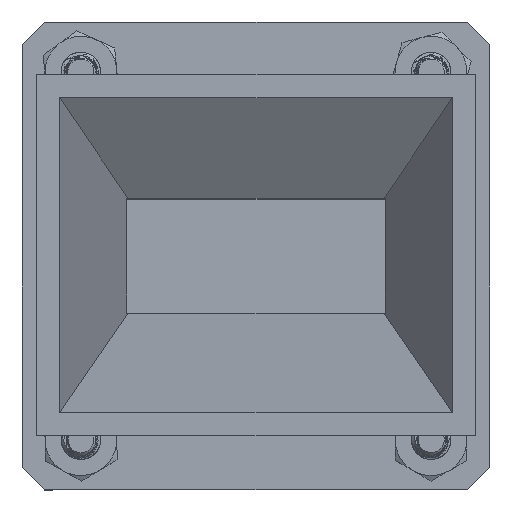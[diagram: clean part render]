
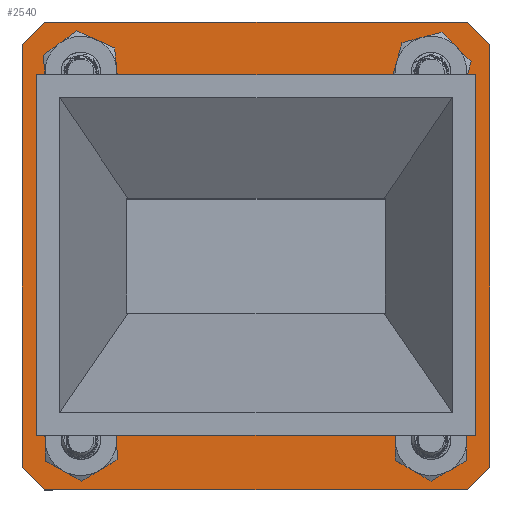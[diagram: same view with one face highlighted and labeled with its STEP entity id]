
A CAD part, top view. The second image highlights one B-rep face of the part: STEP entity #2540.
In plain terms, the highlighted planar face has unit normal (0, 0, 1).
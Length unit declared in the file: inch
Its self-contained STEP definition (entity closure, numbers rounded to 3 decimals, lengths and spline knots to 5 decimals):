
#46 = ORIENTED_EDGE ( 'NONE', *, *, #8742, .T. ) ;
#70 = DIRECTION ( 'NONE',  ( 0.707, 0.707, 0. ) ) ;
#149 = CARTESIAN_POINT ( 'NONE',  ( 0.35748, -0.81496, 1.5748 ) ) ;
#353 = VERTEX_POINT ( 'NONE', #12423 ) ;
#488 = CARTESIAN_POINT ( 'NONE',  ( 0.64016, -0.60984, 1.5748 ) ) ;
#715 = ORIENTED_EDGE ( 'NONE', *, *, #7228, .T. ) ;
#794 = VERTEX_POINT ( 'NONE', #13764 ) ;
#1045 = CARTESIAN_POINT ( 'NONE',  ( -0.81496, 0.54843, 1.5748 ) ) ;
#1648 = CARTESIAN_POINT ( 'NONE',  ( -0.29843, -0.81496, 1.5748 ) ) ;
#1744 = EDGE_CURVE ( 'NONE', #31749, #14830, #18232, .T. ) ;
#1856 = FACE_BOUND ( 'NONE', #20315, .T. ) ;
#2009 = EDGE_CURVE ( 'NONE', #26434, #14830, #3629, .T. ) ;
#2014 = VECTOR ( 'NONE', #70, 39.37008 ) ;
#2324 = DIRECTION ( 'NONE',  ( -0.707, 0.707, 0. ) ) ;
#2540 = ADVANCED_FACE ( 'NONE', ( #4511, #35346, #1856, #18848, #4924, #32047 ), #7819, .F. ) ;
#2724 = EDGE_LOOP ( 'NONE', ( #36865, #6432, #715, #46 ) ) ;
#3629 = LINE ( 'NONE', #10243, #6612 ) ;
#3652 = VERTEX_POINT ( 'NONE', #14188 ) ;
#3871 = DIRECTION ( 'NONE',  ( 0., 0., -1. ) ) ;
#4204 = CIRCLE ( 'NONE', #28848, 0.08465 ) ;
#4247 = CARTESIAN_POINT ( 'NONE',  ( 0.81496, -0.81496, 1.5748 ) ) ;
#4511 = FACE_BOUND ( 'NONE', #2724, .T. ) ;
#4524 = VERTEX_POINT ( 'NONE', #17996 ) ;
#4924 = FACE_BOUND ( 'NONE', #9233, .T. ) ;
#5483 = EDGE_LOOP ( 'NONE', ( #20143, #6507, #39110, #31118, #15680, #15658, #35032, #24838 ) ) ;
#5534 = EDGE_CURVE ( 'NONE', #353, #41426, #23086, .T. ) ;
#5691 = VECTOR ( 'NONE', #22060, 39.37008 ) ;
#6432 = ORIENTED_EDGE ( 'NONE', *, *, #33342, .T. ) ;
#6507 = ORIENTED_EDGE ( 'NONE', *, *, #2009, .T. ) ;
#6612 = VECTOR ( 'NONE', #20836, 39.37008 ) ;
#6976 = DIRECTION ( 'NONE',  ( -1., 0., 0. ) ) ;
#7151 = ORIENTED_EDGE ( 'NONE', *, *, #18474, .T. ) ;
#7228 = EDGE_CURVE ( 'NONE', #27963, #19761, #15242, .T. ) ;
#7503 = EDGE_LOOP ( 'NONE', ( #7151 ) ) ;
#7819 = PLANE ( 'NONE',  #43178 ) ;
#7913 = CIRCLE ( 'NONE', #19872, 0.08465 ) ;
#8742 = EDGE_CURVE ( 'NONE', #19761, #353, #41279, .T. ) ;
#8846 = LINE ( 'NONE', #25670, #33061 ) ;
#9233 = EDGE_LOOP ( 'NONE', ( #39622 ) ) ;
#9516 = LINE ( 'NONE', #16363, #28398 ) ;
#10243 = CARTESIAN_POINT ( 'NONE',  ( -0.73622, 0.81496, 1.5748 ) ) ;
#10251 = CARTESIAN_POINT ( 'NONE',  ( 0.64016, 0.60984, 1.5748 ) ) ;
#10263 = VERTEX_POINT ( 'NONE', #30998 ) ;
#11742 = VECTOR ( 'NONE', #35755, 39.37008 ) ;
#11964 = DIRECTION ( 'NONE',  ( -1., 0., 0. ) ) ;
#12423 = CARTESIAN_POINT ( 'NONE',  ( 0.35748, 0.60748, 1.5748 ) ) ;
#12995 = DIRECTION ( 'NONE',  ( -1., 0., 0. ) ) ;
#13764 = CARTESIAN_POINT ( 'NONE',  ( 0.55551, 0.60984, 1.5748 ) ) ;
#13870 = DIRECTION ( 'NONE',  ( 0., 0., -1. ) ) ;
#13966 = CARTESIAN_POINT ( 'NONE',  ( -0.64016, -0.60984, 1.5748 ) ) ;
#14156 = AXIS2_PLACEMENT_3D ( 'NONE', #13966, #17769, #6976 ) ;
#14188 = CARTESIAN_POINT ( 'NONE',  ( 0.55551, -0.60984, 1.5748 ) ) ;
#14560 = EDGE_CURVE ( 'NONE', #26434, #41454, #9516, .T. ) ;
#14830 = VERTEX_POINT ( 'NONE', #27538 ) ;
#15242 = LINE ( 'NONE', #15459, #11742 ) ;
#15459 = CARTESIAN_POINT ( 'NONE',  ( -0.35748, -0.81496, 1.5748 ) ) ;
#15658 = ORIENTED_EDGE ( 'NONE', *, *, #16588, .T. ) ;
#15680 = ORIENTED_EDGE ( 'NONE', *, *, #20185, .F. ) ;
#16363 = CARTESIAN_POINT ( 'NONE',  ( 0.29843, 0.81496, 1.5748 ) ) ;
#16588 = EDGE_CURVE ( 'NONE', #27166, #43243, #16600, .T. ) ;
#16600 = LINE ( 'NONE', #40596, #2014 ) ;
#17057 = LINE ( 'NONE', #4247, #28990 ) ;
#17262 = CARTESIAN_POINT ( 'NONE',  ( -0.81496, -0.73622, 1.5748 ) ) ;
#17497 = DIRECTION ( 'NONE',  ( 0., -1., 0. ) ) ;
#17769 = DIRECTION ( 'NONE',  ( 0., 0., -1. ) ) ;
#17982 = DIRECTION ( 'NONE',  ( 0., 0., -1. ) ) ;
#17996 = CARTESIAN_POINT ( 'NONE',  ( -0.7248, 0.60984, 1.5748 ) ) ;
#18025 = DIRECTION ( 'NONE',  ( 0., 1., 0. ) ) ;
#18232 = LINE ( 'NONE', #1045, #32698 ) ;
#18474 = EDGE_CURVE ( 'NONE', #794, #794, #26171, .T. ) ;
#18717 = VECTOR ( 'NONE', #23524, 39.37008 ) ;
#18848 = FACE_BOUND ( 'NONE', #35347, .T. ) ;
#19761 = VERTEX_POINT ( 'NONE', #31578 ) ;
#19864 = DIRECTION ( 'NONE',  ( 0., 0., -1. ) ) ;
#19872 = AXIS2_PLACEMENT_3D ( 'NONE', #488, #13870, #31554 ) ;
#20143 = ORIENTED_EDGE ( 'NONE', *, *, #14560, .F. ) ;
#20185 = EDGE_CURVE ( 'NONE', #27166, #20440, #34949, .T. ) ;
#20315 = EDGE_LOOP ( 'NONE', ( #30764 ) ) ;
#20440 = VERTEX_POINT ( 'NONE', #36664 ) ;
#20836 = DIRECTION ( 'NONE',  ( -0.707, -0.707, 0. ) ) ;
#20858 = EDGE_CURVE ( 'NONE', #3652, #3652, #7913, .T. ) ;
#21075 = DIRECTION ( 'NONE',  ( -1., 0., 0. ) ) ;
#21534 = CARTESIAN_POINT ( 'NONE',  ( 0.35748, -0.60748, 1.5748 ) ) ;
#21959 = CARTESIAN_POINT ( 'NONE',  ( 0.73622, 0.81496, 1.5748 ) ) ;
#22060 = DIRECTION ( 'NONE',  ( -1., 0., 0. ) ) ;
#22324 = DIRECTION ( 'NONE',  ( 0.707, -0.707, 0. ) ) ;
#23086 = LINE ( 'NONE', #149, #18717 ) ;
#23257 = VECTOR ( 'NONE', #2324, 39.37008 ) ;
#23524 = DIRECTION ( 'NONE',  ( 0., -1., 0. ) ) ;
#23838 = CARTESIAN_POINT ( 'NONE',  ( -0.35748, -0.60748, 1.5748 ) ) ;
#24838 = ORIENTED_EDGE ( 'NONE', *, *, #25827, .T. ) ;
#25030 = DIRECTION ( 'NONE',  ( 1., 0., 0. ) ) ;
#25069 = EDGE_CURVE ( 'NONE', #31749, #20440, #8846, .T. ) ;
#25438 = AXIS2_PLACEMENT_3D ( 'NONE', #10251, #3871, #29918 ) ;
#25670 = CARTESIAN_POINT ( 'NONE',  ( -0.81496, -0.73622, 1.5748 ) ) ;
#25827 = EDGE_CURVE ( 'NONE', #42798, #41454, #28578, .T. ) ;
#25853 = VECTOR ( 'NONE', #25030, 39.37008 ) ;
#26171 = CIRCLE ( 'NONE', #25438, 0.08465 ) ;
#26434 = VERTEX_POINT ( 'NONE', #33757 ) ;
#27166 = VERTEX_POINT ( 'NONE', #38338 ) ;
#27538 = CARTESIAN_POINT ( 'NONE',  ( -0.81496, 0.73622, 1.5748 ) ) ;
#27581 = CIRCLE ( 'NONE', #14156, 0.08465 ) ;
#27963 = VERTEX_POINT ( 'NONE', #23838 ) ;
#28398 = VECTOR ( 'NONE', #40144, 39.37008 ) ;
#28578 = LINE ( 'NONE', #35823, #23257 ) ;
#28848 = AXIS2_PLACEMENT_3D ( 'NONE', #43174, #19864, #12995 ) ;
#28990 = VECTOR ( 'NONE', #17497, 39.37008 ) ;
#29373 = EDGE_CURVE ( 'NONE', #10263, #10263, #27581, .T. ) ;
#29535 = CARTESIAN_POINT ( 'NONE',  ( -0.29843, -0.60748, 1.5748 ) ) ;
#29835 = EDGE_CURVE ( 'NONE', #42798, #43243, #17057, .T. ) ;
#29918 = DIRECTION ( 'NONE',  ( -1., 0., 0. ) ) ;
#30764 = ORIENTED_EDGE ( 'NONE', *, *, #29373, .T. ) ;
#30998 = CARTESIAN_POINT ( 'NONE',  ( -0.7248, -0.60984, 1.5748 ) ) ;
#31118 = ORIENTED_EDGE ( 'NONE', *, *, #25069, .T. ) ;
#31156 = ORIENTED_EDGE ( 'NONE', *, *, #37911, .T. ) ;
#31554 = DIRECTION ( 'NONE',  ( -1., 0., 0. ) ) ;
#31578 = CARTESIAN_POINT ( 'NONE',  ( -0.35748, 0.60748, 1.5748 ) ) ;
#31749 = VERTEX_POINT ( 'NONE', #17262 ) ;
#31970 = LINE ( 'NONE', #29535, #5691 ) ;
#32047 = FACE_OUTER_BOUND ( 'NONE', #5483, .T. ) ;
#32698 = VECTOR ( 'NONE', #18025, 39.37008 ) ;
#33061 = VECTOR ( 'NONE', #22324, 39.37008 ) ;
#33342 = EDGE_CURVE ( 'NONE', #41426, #27963, #31970, .T. ) ;
#33757 = CARTESIAN_POINT ( 'NONE',  ( -0.73622, 0.81496, 1.5748 ) ) ;
#34258 = CARTESIAN_POINT ( 'NONE',  ( -0.29843, 0.60748, 1.5748 ) ) ;
#34949 = LINE ( 'NONE', #37816, #36107 ) ;
#35032 = ORIENTED_EDGE ( 'NONE', *, *, #29835, .F. ) ;
#35299 = CARTESIAN_POINT ( 'NONE',  ( 0.81496, -0.73622, 1.5748 ) ) ;
#35346 = FACE_BOUND ( 'NONE', #7503, .T. ) ;
#35347 = EDGE_LOOP ( 'NONE', ( #31156 ) ) ;
#35755 = DIRECTION ( 'NONE',  ( 0., 1., 0. ) ) ;
#35823 = CARTESIAN_POINT ( 'NONE',  ( 0.81496, 0.73622, 1.5748 ) ) ;
#36107 = VECTOR ( 'NONE', #21075, 39.37008 ) ;
#36664 = CARTESIAN_POINT ( 'NONE',  ( -0.73622, -0.81496, 1.5748 ) ) ;
#36865 = ORIENTED_EDGE ( 'NONE', *, *, #5534, .T. ) ;
#37816 = CARTESIAN_POINT ( 'NONE',  ( -0.29843, -0.81496, 1.5748 ) ) ;
#37911 = EDGE_CURVE ( 'NONE', #4524, #4524, #4204, .T. ) ;
#38338 = CARTESIAN_POINT ( 'NONE',  ( 0.73622, -0.81496, 1.5748 ) ) ;
#38664 = CARTESIAN_POINT ( 'NONE',  ( 0.81496, 0.73622, 1.5748 ) ) ;
#39110 = ORIENTED_EDGE ( 'NONE', *, *, #1744, .F. ) ;
#39622 = ORIENTED_EDGE ( 'NONE', *, *, #20858, .T. ) ;
#40144 = DIRECTION ( 'NONE',  ( 1., 0., 0. ) ) ;
#40596 = CARTESIAN_POINT ( 'NONE',  ( 0.81496, -0.73622, 1.5748 ) ) ;
#41279 = LINE ( 'NONE', #34258, #25853 ) ;
#41426 = VERTEX_POINT ( 'NONE', #21534 ) ;
#41454 = VERTEX_POINT ( 'NONE', #21959 ) ;
#42798 = VERTEX_POINT ( 'NONE', #38664 ) ;
#43174 = CARTESIAN_POINT ( 'NONE',  ( -0.64016, 0.60984, 1.5748 ) ) ;
#43178 = AXIS2_PLACEMENT_3D ( 'NONE', #1648, #17982, #11964 ) ;
#43243 = VERTEX_POINT ( 'NONE', #35299 ) ;
